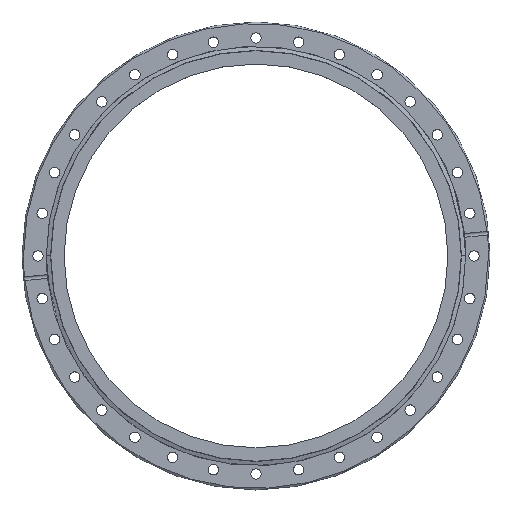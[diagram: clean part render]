
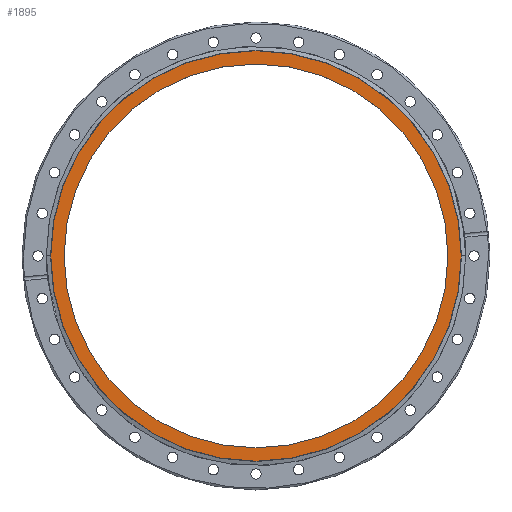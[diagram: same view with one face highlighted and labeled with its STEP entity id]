
A CAD part, top view. The second image highlights one B-rep face of the part: STEP entity #1895.
In plain terms, the highlighted planar face has unit normal (0, 0, 1).
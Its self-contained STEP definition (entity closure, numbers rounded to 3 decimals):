
#81 = DIRECTION ( 'NONE',  ( 0., 0., -1. ) ) ;
#158 = AXIS2_PLACEMENT_3D ( 'NONE', #283, #2591, #616 ) ;
#283 = CARTESIAN_POINT ( 'NONE',  ( 0., 0., -1.2 ) ) ;
#346 = DIRECTION ( 'NONE',  ( 0., 0., -1. ) ) ;
#573 = CARTESIAN_POINT ( 'NONE',  ( 0., 0., -1.2 ) ) ;
#608 = VERTEX_POINT ( 'NONE', #3240 ) ;
#616 = DIRECTION ( 'NONE',  ( 1., 0., 0. ) ) ;
#897 = DIRECTION ( 'NONE',  ( 1., 0., 0. ) ) ;
#1039 = ORIENTED_EDGE ( 'NONE', *, *, #2475, .T. ) ;
#1428 = AXIS2_PLACEMENT_3D ( 'NONE', #2318, #346, #2648 ) ;
#1576 = ORIENTED_EDGE ( 'NONE', *, *, #4005, .T. ) ;
#1629 = DIRECTION ( 'NONE',  ( 0., 0., 1. ) ) ;
#1699 = CIRCLE ( 'NONE', #2985, 133.698 ) ;
#1811 = AXIS2_PLACEMENT_3D ( 'NONE', #3622, #1629, #3959 ) ;
#1895 = ADVANCED_FACE ( 'NONE', ( #3166, #4039 ), #3910, .T. ) ;
#1927 = CIRCLE ( 'NONE', #1811, 133.698 ) ;
#2042 = CARTESIAN_POINT ( 'NONE',  ( 0., 0., -1.2 ) ) ;
#2072 = CARTESIAN_POINT ( 'NONE',  ( 133.698, 0., -1.2 ) ) ;
#2152 = ORIENTED_EDGE ( 'NONE', *, *, #3701, .T. ) ;
#2298 = CIRCLE ( 'NONE', #1428, 125. ) ;
#2318 = CARTESIAN_POINT ( 'NONE',  ( 0., 0., -1.2 ) ) ;
#2381 = DIRECTION ( 'NONE',  ( 1., 0., 0. ) ) ;
#2410 = VERTEX_POINT ( 'NONE', #3933 ) ;
#2475 = EDGE_CURVE ( 'NONE', #608, #4085, #1927, .T. ) ;
#2591 = DIRECTION ( 'NONE',  ( 0., 0., 1. ) ) ;
#2648 = DIRECTION ( 'NONE',  ( 1., 0., 0. ) ) ;
#2649 = VERTEX_POINT ( 'NONE', #3068 ) ;
#2656 = EDGE_LOOP ( 'NONE', ( #1576, #3188 ) ) ;
#2727 = EDGE_CURVE ( 'NONE', #2410, #2649, #2298, .T. ) ;
#2879 = DIRECTION ( 'NONE',  ( 0., 0., 1. ) ) ;
#2985 = AXIS2_PLACEMENT_3D ( 'NONE', #573, #2879, #897 ) ;
#3068 = CARTESIAN_POINT ( 'NONE',  ( -125., 0., -1.2 ) ) ;
#3134 = CIRCLE ( 'NONE', #3527, 125. ) ;
#3166 = FACE_OUTER_BOUND ( 'NONE', #3666, .T. ) ;
#3188 = ORIENTED_EDGE ( 'NONE', *, *, #2727, .T. ) ;
#3240 = CARTESIAN_POINT ( 'NONE',  ( -133.698, 0., -1.2 ) ) ;
#3527 = AXIS2_PLACEMENT_3D ( 'NONE', #2042, #81, #2381 ) ;
#3622 = CARTESIAN_POINT ( 'NONE',  ( 0., 0., -1.2 ) ) ;
#3666 = EDGE_LOOP ( 'NONE', ( #2152, #1039 ) ) ;
#3701 = EDGE_CURVE ( 'NONE', #4085, #608, #1699, .T. ) ;
#3910 = PLANE ( 'NONE',  #158 ) ;
#3933 = CARTESIAN_POINT ( 'NONE',  ( 125., 0., -1.2 ) ) ;
#3959 = DIRECTION ( 'NONE',  ( 1., 0., 0. ) ) ;
#4005 = EDGE_CURVE ( 'NONE', #2649, #2410, #3134, .T. ) ;
#4039 = FACE_BOUND ( 'NONE', #2656, .T. ) ;
#4085 = VERTEX_POINT ( 'NONE', #2072 ) ;
